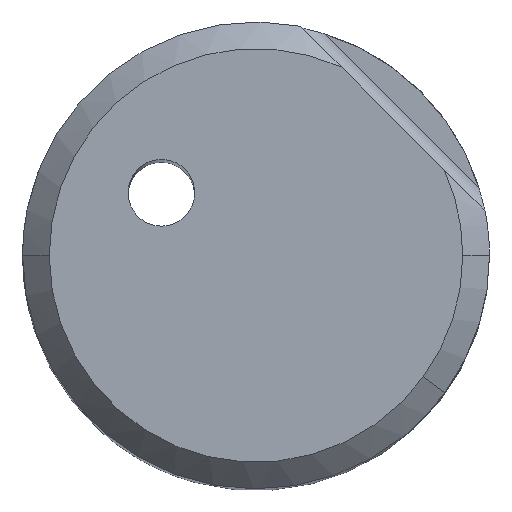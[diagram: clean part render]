
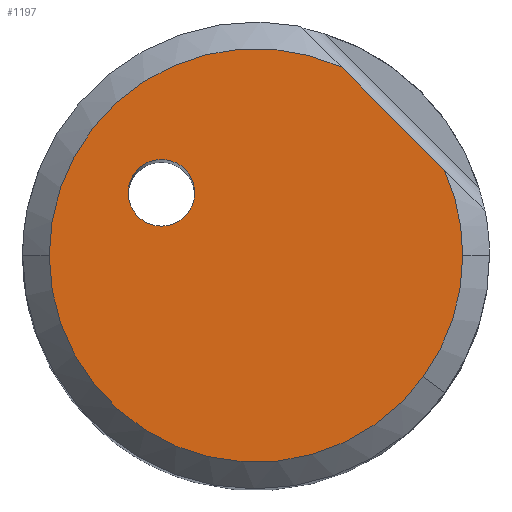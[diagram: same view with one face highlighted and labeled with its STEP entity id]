
A CAD part, top view. The second image highlights one B-rep face of the part: STEP entity #1197.
In plain terms, the highlighted planar face has unit normal (0, 0, 1).
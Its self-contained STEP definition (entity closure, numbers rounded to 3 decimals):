
#575=AXIS2_PLACEMENT_3D('Circle Axis2P3D',#573,#574,$) ;
#1149=AXIS2_PLACEMENT_3D('Plane Axis2P3D',#1146,#1147,#1148) ;
#1153=AXIS2_PLACEMENT_3D('Circle Axis2P3D',#1151,#1152,$) ;
#1162=AXIS2_PLACEMENT_3D('Circle Axis2P3D',#1160,#1161,$) ;
#1169=AXIS2_PLACEMENT_3D('Circle Axis2P3D',#1167,#1168,$) ;
#1176=AXIS2_PLACEMENT_3D('Circle Axis2P3D',#1174,#1175,$) ;
#570=CARTESIAN_POINT('Vertex',(-0.919,0.973,0.)) ;
#573=CARTESIAN_POINT('Axis2P3D Location',(-1.418,0.938,0.)) ;
#577=CARTESIAN_POINT('Vertex',(-1.916,0.904,0.)) ;
#599=CARTESIAN_POINT('Control Point',(-1.916,0.904,0.)) ;
#600=CARTESIAN_POINT('Control Point',(-1.906,0.747,0.)) ;
#601=CARTESIAN_POINT('Control Point',(-1.833,0.595,0.)) ;
#602=CARTESIAN_POINT('Control Point',(-1.701,0.479,0.)) ;
#603=CARTESIAN_POINT('Control Point',(-1.379,0.378,0.)) ;
#604=CARTESIAN_POINT('Control Point',(-1.074,0.523,0.)) ;
#605=CARTESIAN_POINT('Control Point',(-0.959,0.655,0.)) ;
#606=CARTESIAN_POINT('Control Point',(-0.908,0.816,0.)) ;
#607=CARTESIAN_POINT('Control Point',(-0.919,0.973,0.)) ;
#1146=CARTESIAN_POINT('Axis2P3D Location',(0.,0.,0.)) ;
#1151=CARTESIAN_POINT('Axis2P3D Location',(0.,0.,0.)) ;
#1155=CARTESIAN_POINT('Vertex',(1.276,2.825,0.)) ;
#1157=CARTESIAN_POINT('Vertex',(-3.1,0.,0.)) ;
#1160=CARTESIAN_POINT('Axis2P3D Location',(0.,0.,0.)) ;
#1164=CARTESIAN_POINT('Vertex',(2.508,-1.822,0.)) ;
#1167=CARTESIAN_POINT('Axis2P3D Location',(0.,0.,0.)) ;
#1171=CARTESIAN_POINT('Vertex',(3.1,0.,0.)) ;
#1174=CARTESIAN_POINT('Axis2P3D Location',(0.,0.,0.)) ;
#1178=CARTESIAN_POINT('Vertex',(2.825,1.276,0.)) ;
#1181=CARTESIAN_POINT('Line Origine',(2.051,2.051,0.)) ;
#574=DIRECTION('Axis2P3D Direction',(0.,0.,1.)) ;
#1147=DIRECTION('Axis2P3D Direction',(0.,0.,1.)) ;
#1148=DIRECTION('Axis2P3D XDirection',(1.,0.,0.)) ;
#1152=DIRECTION('Axis2P3D Direction',(0.,0.,1.)) ;
#1161=DIRECTION('Axis2P3D Direction',(0.,0.,1.)) ;
#1168=DIRECTION('Axis2P3D Direction',(0.,0.,1.)) ;
#1175=DIRECTION('Axis2P3D Direction',(0.,0.,1.)) ;
#1182=DIRECTION('Vector Direction',(0.707,-0.707,0.)) ;
#1183=VECTOR('Line Direction',#1182,1.) ;
#1187=ORIENTED_EDGE('',*,*,#1159,.T.) ;
#1188=ORIENTED_EDGE('',*,*,#1166,.T.) ;
#1189=ORIENTED_EDGE('',*,*,#1173,.T.) ;
#1190=ORIENTED_EDGE('',*,*,#1180,.T.) ;
#1191=ORIENTED_EDGE('',*,*,#1185,.F.) ;
#1194=ORIENTED_EDGE('',*,*,#608,.F.) ;
#1195=ORIENTED_EDGE('',*,*,#579,.F.) ;
#1196=FACE_BOUND('',#1193,.T.) ;
#1197=ADVANCED_FACE('NOCUT',(#1192,#1196),#1150,.T.) ;
#598=B_SPLINE_CURVE_WITH_KNOTS('',5,(#599,#600,#601,#602,#603,#604,#605,#606,#607),.UNSPECIFIED.,.F.,.U.,(6,3,6),(-0.785,0.,0.785),.UNSPECIFIED.) ;
#576=CIRCLE('generated circle',#575,0.5) ;
#1154=CIRCLE('generated circle',#1153,3.1) ;
#1163=CIRCLE('generated circle',#1162,3.1) ;
#1170=CIRCLE('generated circle',#1169,3.1) ;
#1177=CIRCLE('generated circle',#1176,3.1) ;
#579=EDGE_CURVE('',#571,#578,#576,.T.) ;
#608=EDGE_CURVE('',#578,#571,#598,.T.) ;
#1159=EDGE_CURVE('',#1156,#1158,#1154,.T.) ;
#1166=EDGE_CURVE('',#1158,#1165,#1163,.T.) ;
#1173=EDGE_CURVE('',#1165,#1172,#1170,.T.) ;
#1180=EDGE_CURVE('',#1172,#1179,#1177,.T.) ;
#1185=EDGE_CURVE('',#1156,#1179,#1184,.T.) ;
#1186=EDGE_LOOP('',(#1187,#1188,#1189,#1190,#1191)) ;
#1193=EDGE_LOOP('',(#1194,#1195)) ;
#1192=FACE_OUTER_BOUND('',#1186,.T.) ;
#1184=LINE('Line',#1181,#1183) ;
#1150=PLANE('',#1149) ;
#571=VERTEX_POINT('',#570) ;
#578=VERTEX_POINT('',#577) ;
#1156=VERTEX_POINT('',#1155) ;
#1158=VERTEX_POINT('',#1157) ;
#1165=VERTEX_POINT('',#1164) ;
#1172=VERTEX_POINT('',#1171) ;
#1179=VERTEX_POINT('',#1178) ;
